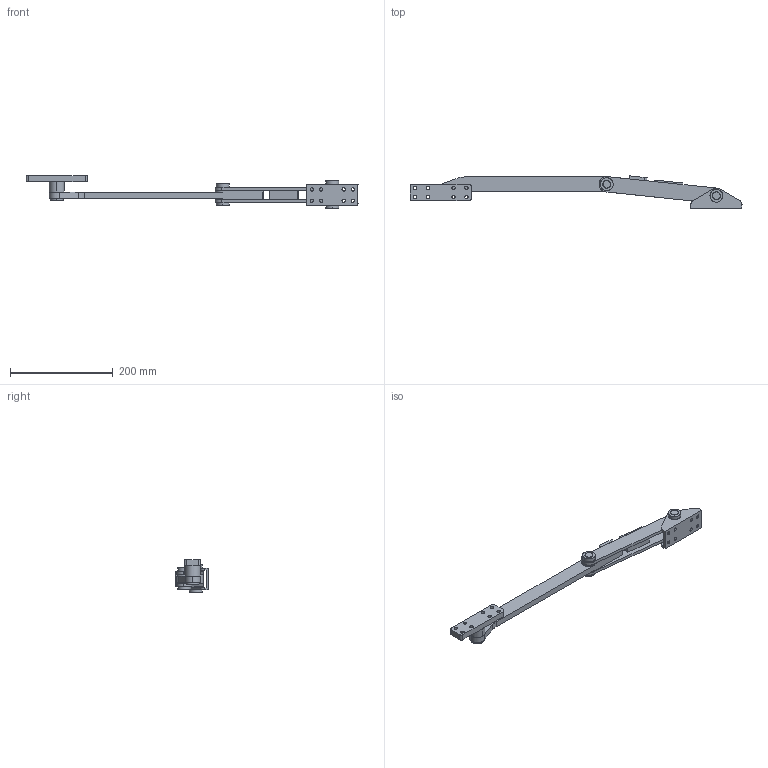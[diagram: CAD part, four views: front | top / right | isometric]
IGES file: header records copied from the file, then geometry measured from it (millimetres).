
Start section: SolidWorks IGES file using analytic representation for surfaces
Global section: file name: B-1456-1-L.IGS,15; native system: HSolidWorks 2007; preprocessor: SolidWorks 2007; author: nhaneda; date: 091216.171359; units: millimetre
Bounding box: 647.82 x 62.88 x 64 mm (x, y, z)
Surface area: 137373.6 mm2 (no closed solid volume)
Topology: 0 solids, 0 shells, 199 faces, 4544 edges, 4544 vertices
Faces by surface type: revolution 121, bspline 78
